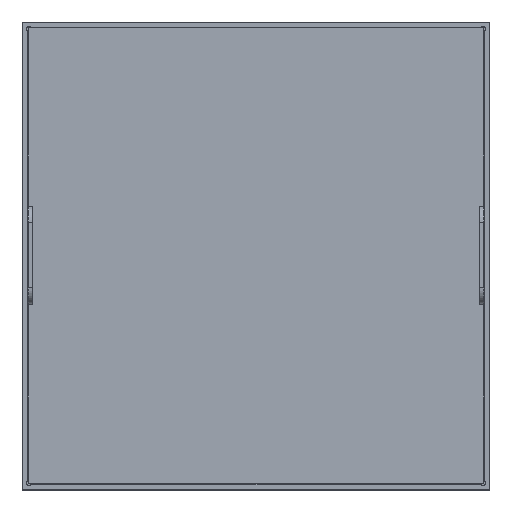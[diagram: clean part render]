
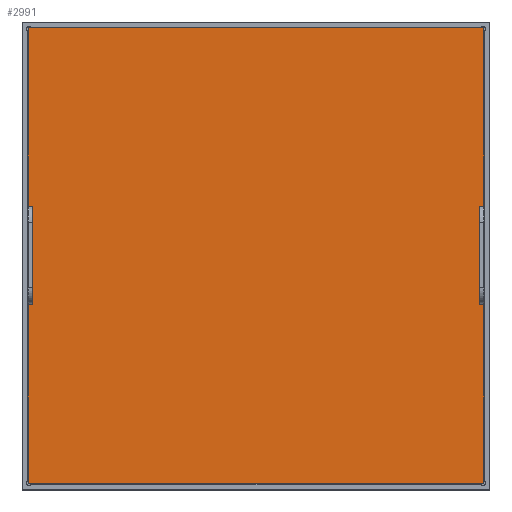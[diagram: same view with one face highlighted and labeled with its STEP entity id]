
A CAD part, top view. The second image highlights one B-rep face of the part: STEP entity #2991.
In plain terms, the highlighted planar face has unit normal (0, 0, 1).
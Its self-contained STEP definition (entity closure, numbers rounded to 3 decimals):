
#341=FACE_OUTER_BOUND('',#511,.T.);
#511=EDGE_LOOP('',(#2251,#2252,#2253,#2254,#2255,#2256,#2257,#2258,#2259,
#2260,#2261,#2262));
#759=LINE('',#4642,#1085);
#762=LINE('',#4648,#1088);
#765=LINE('',#4654,#1091);
#768=LINE('',#4660,#1094);
#771=LINE('',#4666,#1097);
#774=LINE('',#4672,#1100);
#777=LINE('',#4678,#1103);
#780=LINE('',#4684,#1106);
#783=LINE('',#4690,#1109);
#786=LINE('',#4696,#1112);
#789=LINE('',#4702,#1115);
#792=LINE('',#4706,#1118);
#1085=VECTOR('',#3753,10.);
#1088=VECTOR('',#3758,10.);
#1091=VECTOR('',#3763,10.);
#1094=VECTOR('',#3768,10.);
#1097=VECTOR('',#3773,10.);
#1100=VECTOR('',#3778,10.);
#1103=VECTOR('',#3783,10.);
#1106=VECTOR('',#3788,10.);
#1109=VECTOR('',#3793,10.);
#1112=VECTOR('',#3798,10.);
#1115=VECTOR('',#3803,10.);
#1118=VECTOR('',#3808,10.);
#1383=VERTEX_POINT('',#4639);
#1384=VERTEX_POINT('',#4641);
#1386=VERTEX_POINT('',#4647);
#1388=VERTEX_POINT('',#4653);
#1390=VERTEX_POINT('',#4659);
#1392=VERTEX_POINT('',#4665);
#1394=VERTEX_POINT('',#4671);
#1396=VERTEX_POINT('',#4677);
#1398=VERTEX_POINT('',#4683);
#1400=VERTEX_POINT('',#4689);
#1402=VERTEX_POINT('',#4695);
#1404=VERTEX_POINT('',#4701);
#1687=EDGE_CURVE('',#1384,#1383,#759,.T.);
#1690=EDGE_CURVE('',#1386,#1384,#762,.T.);
#1693=EDGE_CURVE('',#1388,#1386,#765,.T.);
#1696=EDGE_CURVE('',#1390,#1388,#768,.T.);
#1699=EDGE_CURVE('',#1392,#1390,#771,.T.);
#1702=EDGE_CURVE('',#1394,#1392,#774,.T.);
#1705=EDGE_CURVE('',#1396,#1394,#777,.T.);
#1708=EDGE_CURVE('',#1398,#1396,#780,.T.);
#1711=EDGE_CURVE('',#1400,#1398,#783,.T.);
#1714=EDGE_CURVE('',#1402,#1400,#786,.T.);
#1717=EDGE_CURVE('',#1404,#1402,#789,.T.);
#1720=EDGE_CURVE('',#1383,#1404,#792,.T.);
#2251=ORIENTED_EDGE('',*,*,#1720,.T.);
#2252=ORIENTED_EDGE('',*,*,#1717,.T.);
#2253=ORIENTED_EDGE('',*,*,#1714,.T.);
#2254=ORIENTED_EDGE('',*,*,#1711,.T.);
#2255=ORIENTED_EDGE('',*,*,#1708,.T.);
#2256=ORIENTED_EDGE('',*,*,#1705,.T.);
#2257=ORIENTED_EDGE('',*,*,#1702,.T.);
#2258=ORIENTED_EDGE('',*,*,#1699,.T.);
#2259=ORIENTED_EDGE('',*,*,#1696,.T.);
#2260=ORIENTED_EDGE('',*,*,#1693,.T.);
#2261=ORIENTED_EDGE('',*,*,#1690,.T.);
#2262=ORIENTED_EDGE('',*,*,#1687,.T.);
#2863=PLANE('',#3312);
#2991=ADVANCED_FACE('',(#341),#2863,.T.);
#3312=AXIS2_PLACEMENT_3D('',#4707,#3809,#3810);
#3753=DIRECTION('',(-1.,0.,0.));
#3758=DIRECTION('',(0.,1.,0.));
#3763=DIRECTION('',(1.,0.,0.));
#3768=DIRECTION('',(0.,-1.,0.));
#3773=DIRECTION('',(-1.,0.,0.));
#3778=DIRECTION('',(0.,-1.,0.));
#3783=DIRECTION('',(1.,0.,0.));
#3788=DIRECTION('',(0.,-1.,0.));
#3793=DIRECTION('',(-1.,0.,0.));
#3798=DIRECTION('',(0.,1.,0.));
#3803=DIRECTION('',(1.,0.,0.));
#3808=DIRECTION('',(0.,1.,0.));
#3809=DIRECTION('center_axis',(0.,0.,1.));
#3810=DIRECTION('ref_axis',(1.,0.,0.));
#4639=CARTESIAN_POINT('',(-0.5,-60.5,405.));
#4641=CARTESIAN_POINT('',(5.,-60.5,405.));
#4642=CARTESIAN_POINT('',(-0.5,-60.5,405.));
#4647=CARTESIAN_POINT('',(5.,-280.,405.));
#4648=CARTESIAN_POINT('',(5.,-60.,405.));
#4653=CARTESIAN_POINT('',(-555.,-280.,405.));
#4654=CARTESIAN_POINT('',(-550.,-280.,405.));
#4659=CARTESIAN_POINT('',(-555.,-60.5,405.));
#4660=CARTESIAN_POINT('',(-555.,-60.,405.));
#4665=CARTESIAN_POINT('',(-549.5,-60.5,405.));
#4666=CARTESIAN_POINT('',(-549.5,-60.5,405.));
#4671=CARTESIAN_POINT('',(-549.5,60.5,405.));
#4672=CARTESIAN_POINT('',(-549.5,40.,405.));
#4677=CARTESIAN_POINT('',(-555.,60.5,405.));
#4678=CARTESIAN_POINT('',(-549.5,60.5,405.));
#4683=CARTESIAN_POINT('',(-555.,280.,405.));
#4684=CARTESIAN_POINT('',(-555.,280.,405.));
#4689=CARTESIAN_POINT('',(5.,280.,405.));
#4690=CARTESIAN_POINT('',(0.,280.,405.));
#4695=CARTESIAN_POINT('',(5.,60.5,405.));
#4696=CARTESIAN_POINT('',(5.,280.,405.));
#4701=CARTESIAN_POINT('',(-0.5,60.5,405.));
#4702=CARTESIAN_POINT('',(-0.5,60.5,405.));
#4706=CARTESIAN_POINT('',(-0.5,-60.5,405.));
#4707=CARTESIAN_POINT('Origin',(-275.,0.,405.));
